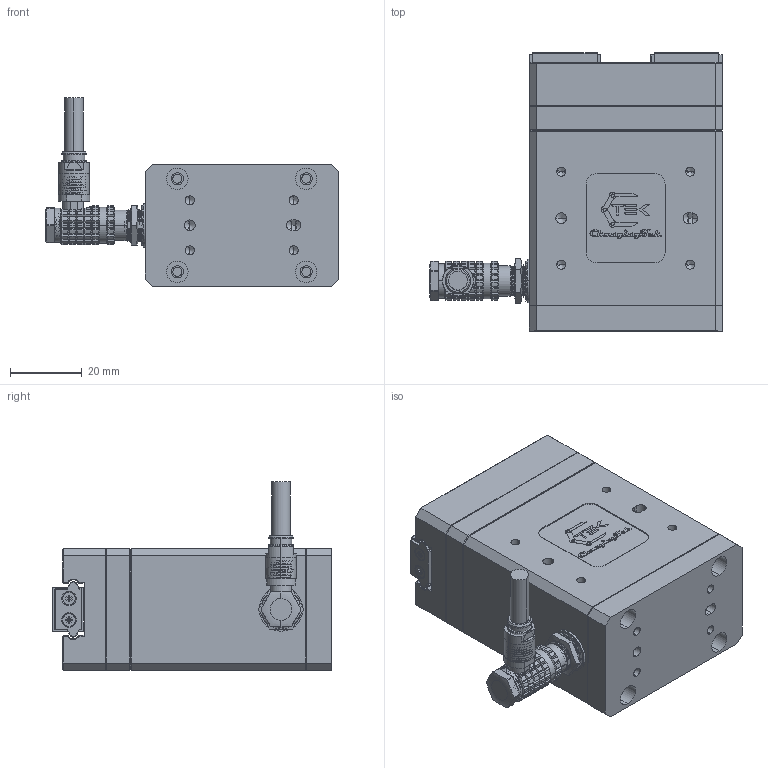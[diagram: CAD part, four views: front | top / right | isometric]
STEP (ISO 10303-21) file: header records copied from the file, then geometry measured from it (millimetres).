
FILE_DESCRIPTION (( 'STEP AP203' ), '1' );
FILE_NAME ('CTPM2F14S-14S平动两指手-20230227.STEP', '2023-02-27T07:52:20', ( '' ), ( '' ), 'SwSTEP 2.0', 'SolidWorks 2016', '' );
FILE_SCHEMA (( 'CONFIG_CONTROL_DESIGN' ));
Length unit declared in the file: millimetre
Products named in the file (1): CTPM2F14S-14S平动两指手-20230227
Bounding box: 81.78 x 77.7 x 52.6 mm (x, y, z)
Surface area: 45339.4 mm2 (no closed solid volume)
Topology: 0 solids, 45 shells, 3438 faces, 8718 edges, 5414 vertices
Faces by surface type: plane 1374, cylinder 1159, cone 550, bspline 353, torus 2
Entity records: 144657 total; most frequent: CARTESIAN_POINT 66279, ORIENTED_EDGE 17180, DIRECTION 14874, EDGE_CURVE 8594, VERTEX_POINT 5412, AXIS2_PLACEMENT_3D 5364, VECTOR 4146, LINE 4146
